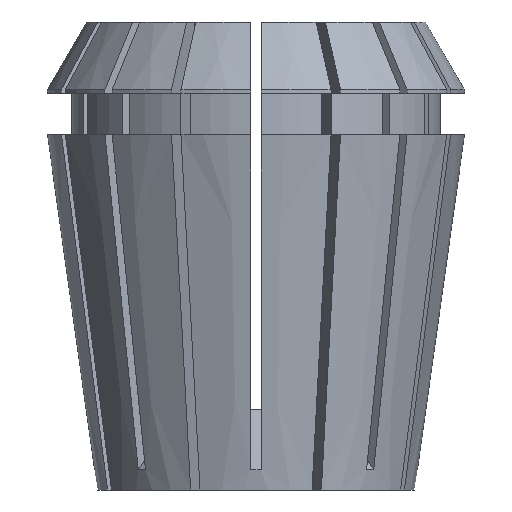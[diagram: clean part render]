
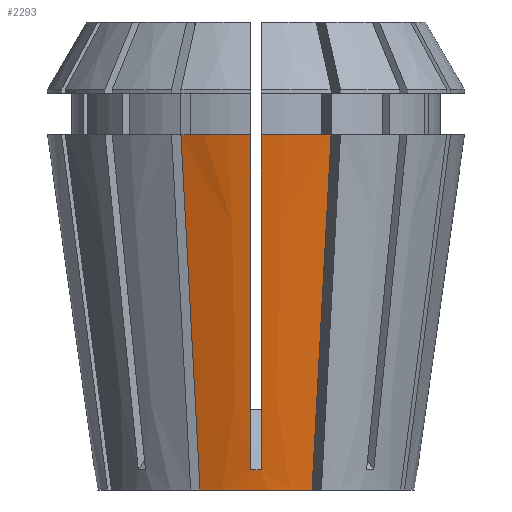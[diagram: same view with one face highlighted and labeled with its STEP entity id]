
A CAD part, left-side view. The second image highlights one B-rep face of the part: STEP entity #2293.
In plain terms, the highlighted conical face has half-angle 8 degrees and reference radius 15.595 mm.
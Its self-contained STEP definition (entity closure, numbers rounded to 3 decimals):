
#127 = CARTESIAN_POINT ( 'NONE',  ( -16.206, -0.5, 4.396 ) ) ;
#246 = AXIS2_PLACEMENT_3D ( 'NONE', #732, #2826, #4498 ) ;
#333 = CARTESIAN_POINT ( 'NONE',  ( 0., 0., 34.9 ) ) ;
#337 = ORIENTED_EDGE ( 'NONE', *, *, #445, .F. ) ;
#338 = DIRECTION ( 'NONE',  ( -1., 0., 0. ) ) ;
#445 = EDGE_CURVE ( 'NONE', #1214, #1260, #5305, .T. ) ;
#465 = CARTESIAN_POINT ( 'NONE',  ( -15.879, -0.167, 1.998 ) ) ;
#522 = CARTESIAN_POINT ( 'NONE',  ( -20.169, -0.5, 32.584 ) ) ;
#538 = AXIS2_PLACEMENT_3D ( 'NONE', #1443, #3606, #4404 ) ;
#639 = EDGE_CURVE ( 'NONE', #3520, #1260, #3221, .T. ) ;
#732 = CARTESIAN_POINT ( 'NONE',  ( 0., 0., 0. ) ) ;
#797 = CARTESIAN_POINT ( 'NONE',  ( -19.126, -7.381, 34.9 ) ) ;
#902 = FACE_OUTER_BOUND ( 'NONE', #2151, .T. ) ;
#945 = VERTEX_POINT ( 'NONE', #5226 ) ;
#968 = EDGE_CURVE ( 'NONE', #3607, #2018, #5349, .T. ) ;
#1021 = CARTESIAN_POINT ( 'NONE',  ( -15.87, -0.5, 2.007 ) ) ;
#1203 = ORIENTED_EDGE ( 'NONE', *, *, #4773, .T. ) ;
#1214 = VERTEX_POINT ( 'NONE', #3687 ) ;
#1220 = CARTESIAN_POINT ( 'NONE',  ( -14.592, -5.503, 0. ) ) ;
#1260 = VERTEX_POINT ( 'NONE', #5083 ) ;
#1310 = CARTESIAN_POINT ( 'NONE',  ( -15.982, 0.5, 2.803 ) ) ;
#1385 = CARTESIAN_POINT ( 'NONE',  ( -16.094, -0.5, 3.6 ) ) ;
#1417 = EDGE_CURVE ( 'NONE', #945, #2018, #3530, .T. ) ;
#1443 = CARTESIAN_POINT ( 'NONE',  ( 0., 0., 0. ) ) ;
#1467 = CARTESIAN_POINT ( 'NONE',  ( -20.277, -0.5, 33.356 ) ) ;
#1656 = B_SPLINE_CURVE_WITH_KNOTS ( 'NONE', 3,
 ( #797, #3396, #5459, #1220 ),
 .UNSPECIFIED., .F., .F.,
 ( 4, 4 ),
 ( 0., 0.035 ),
 .UNSPECIFIED. ) ;
#1709 = CARTESIAN_POINT ( 'NONE',  ( -15.87, -0.5, 2.007 ) ) ;
#1726 = CARTESIAN_POINT ( 'NONE',  ( -20.386, 0.5, 34.128 ) ) ;
#1748 = CARTESIAN_POINT ( 'NONE',  ( -16.094, 0.5, 3.6 ) ) ;
#1771 = CONICAL_SURFACE ( 'NONE', #538, 15.595, 0.14 ) ;
#1879 = VERTEX_POINT ( 'NONE', #2875 ) ;
#1880 = AXIS2_PLACEMENT_3D ( 'NONE', #3289, #2000, #338 ) ;
#2000 = DIRECTION ( 'NONE',  ( 0., 0., -1. ) ) ;
#2018 = VERTEX_POINT ( 'NONE', #1709 ) ;
#2099 = CARTESIAN_POINT ( 'NONE',  ( -15.87, 0.5, 2.007 ) ) ;
#2151 = EDGE_LOOP ( 'NONE', ( #4061, #2157, #337, #3204, #1203, #2807, #2327, #4760 ) ) ;
#2157 = ORIENTED_EDGE ( 'NONE', *, *, #639, .T. ) ;
#2164 = EDGE_CURVE ( 'NONE', #1879, #945, #4837, .T. ) ;
#2173 = CARTESIAN_POINT ( 'NONE',  ( -20.277, 0.5, 33.356 ) ) ;
#2293 = ADVANCED_FACE ( 'NONE', ( #902 ), #1771, .T. ) ;
#2327 = ORIENTED_EDGE ( 'NONE', *, *, #1417, .F. ) ;
#2482 = AXIS2_PLACEMENT_3D ( 'NONE', #333, #3320, #2890 ) ;
#2583 = CARTESIAN_POINT ( 'NONE',  ( -18.848, 0.5, 23.188 ) ) ;
#2671 = CARTESIAN_POINT ( 'NONE',  ( -19.126, -7.381, 34.9 ) ) ;
#2807 = ORIENTED_EDGE ( 'NONE', *, *, #968, .T. ) ;
#2826 = DIRECTION ( 'NONE',  ( 0., 0., -1. ) ) ;
#2875 = CARTESIAN_POINT ( 'NONE',  ( -20.494, 0.5, 34.9 ) ) ;
#2890 = DIRECTION ( 'NONE',  ( -1., 0., 0. ) ) ;
#2900 = CARTESIAN_POINT ( 'NONE',  ( -14.592, 5.503, 0. ) ) ;
#2968 = CIRCLE ( 'NONE', #2482, 20.5 ) ;
#3015 = CARTESIAN_POINT ( 'NONE',  ( -15.879, 0.167, 1.998 ) ) ;
#3079 = CARTESIAN_POINT ( 'NONE',  ( -15.87, -0.5, 2.007 ) ) ;
#3204 = ORIENTED_EDGE ( 'NONE', *, *, #3513, .F. ) ;
#3221 = B_SPLINE_CURVE_WITH_KNOTS ( 'NONE', 3,
 ( #3258, #4135, #4982, #2900 ),
 .UNSPECIFIED., .F., .F.,
 ( 4, 4 ),
 ( 0., 0.035 ),
 .UNSPECIFIED. ) ;
#3258 = CARTESIAN_POINT ( 'NONE',  ( -19.126, 7.381, 34.9 ) ) ;
#3289 = CARTESIAN_POINT ( 'NONE',  ( 0., 0., 34.9 ) ) ;
#3320 = DIRECTION ( 'NONE',  ( 0., 0., -1. ) ) ;
#3354 = EDGE_CURVE ( 'NONE', #1879, #3520, #4936, .T. ) ;
#3396 = CARTESIAN_POINT ( 'NONE',  ( -17.615, -6.755, 23.267 ) ) ;
#3433 = CARTESIAN_POINT ( 'NONE',  ( -17.527, 0.5, 13.792 ) ) ;
#3513 = EDGE_CURVE ( 'NONE', #4057, #1214, #1656, .T. ) ;
#3520 = VERTEX_POINT ( 'NONE', #4623 ) ;
#3530 = B_SPLINE_CURVE_WITH_KNOTS ( 'NONE', 3,
 ( #4754, #3015, #465, #3079 ),
 .UNSPECIFIED., .F., .F.,
 ( 4, 4 ),
 ( 0., 0.001 ),
 .UNSPECIFIED. ) ;
#3606 = DIRECTION ( 'NONE',  ( 0., 0., 1. ) ) ;
#3607 = VERTEX_POINT ( 'NONE', #3980 ) ;
#3687 = CARTESIAN_POINT ( 'NONE',  ( -14.592, -5.503, 0. ) ) ;
#3823 = CARTESIAN_POINT ( 'NONE',  ( -20.494, 0.5, 34.9 ) ) ;
#3854 = CARTESIAN_POINT ( 'NONE',  ( -16.206, 0.5, 4.396 ) ) ;
#3946 = CARTESIAN_POINT ( 'NONE',  ( -20.386, -0.5, 34.128 ) ) ;
#3980 = CARTESIAN_POINT ( 'NONE',  ( -20.494, -0.5, 34.9 ) ) ;
#4010 = CARTESIAN_POINT ( 'NONE',  ( -20.494, -0.5, 34.9 ) ) ;
#4057 = VERTEX_POINT ( 'NONE', #2671 ) ;
#4061 = ORIENTED_EDGE ( 'NONE', *, *, #3354, .T. ) ;
#4135 = CARTESIAN_POINT ( 'NONE',  ( -17.615, 6.755, 23.267 ) ) ;
#4352 = CARTESIAN_POINT ( 'NONE',  ( -18.848, -0.5, 23.188 ) ) ;
#4404 = DIRECTION ( 'NONE',  ( 1., 0., 0. ) ) ;
#4498 = DIRECTION ( 'NONE',  ( -1., 0., 0. ) ) ;
#4623 = CARTESIAN_POINT ( 'NONE',  ( -19.126, 7.381, 34.9 ) ) ;
#4754 = CARTESIAN_POINT ( 'NONE',  ( -15.87, 0.5, 2.007 ) ) ;
#4760 = ORIENTED_EDGE ( 'NONE', *, *, #2164, .F. ) ;
#4773 = EDGE_CURVE ( 'NONE', #4057, #3607, #2968, .T. ) ;
#4800 = CARTESIAN_POINT ( 'NONE',  ( -15.982, -0.5, 2.803 ) ) ;
#4837 = B_SPLINE_CURVE_WITH_KNOTS ( 'NONE', 3,
 ( #3823, #1726, #2173, #5105, #2583, #3433, #3854, #1748, #1310, #2099 ),
 .UNSPECIFIED., .F., .F.,
 ( 4, 3, 3, 4 ),
 ( 0.074, 0.077, 0.105, 0.108 ),
 .UNSPECIFIED. ) ;
#4936 = CIRCLE ( 'NONE', #1880, 20.5 ) ;
#4982 = CARTESIAN_POINT ( 'NONE',  ( -16.104, 6.129, 11.633 ) ) ;
#5083 = CARTESIAN_POINT ( 'NONE',  ( -14.592, 5.503, 0. ) ) ;
#5105 = CARTESIAN_POINT ( 'NONE',  ( -20.169, 0.5, 32.584 ) ) ;
#5208 = CARTESIAN_POINT ( 'NONE',  ( -17.527, -0.5, 13.792 ) ) ;
#5226 = CARTESIAN_POINT ( 'NONE',  ( -15.87, 0.5, 2.007 ) ) ;
#5305 = CIRCLE ( 'NONE', #246, 15.595 ) ;
#5349 = B_SPLINE_CURVE_WITH_KNOTS ( 'NONE', 3,
 ( #4010, #3946, #1467, #522, #4352, #5208, #127, #1385, #4800, #1021 ),
 .UNSPECIFIED., .F., .F.,
 ( 4, 3, 3, 4 ),
 ( 0.074, 0.077, 0.105, 0.108 ),
 .UNSPECIFIED. ) ;
#5459 = CARTESIAN_POINT ( 'NONE',  ( -16.104, -6.129, 11.633 ) ) ;
